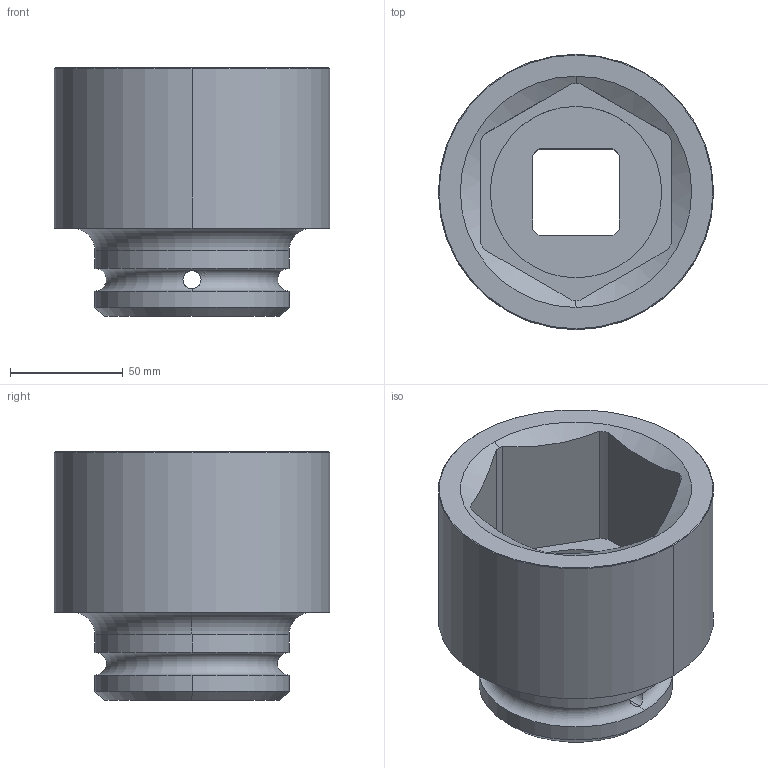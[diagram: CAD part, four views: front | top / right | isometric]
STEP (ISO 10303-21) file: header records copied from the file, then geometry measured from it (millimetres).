
FILE_DESCRIPTION((''),'2;1');
FILE_NAME('4027170085','2023-09-11T12:01:14',('a00565553'),(''),'CREO PARAMETRIC BY PTC INC, 2022414','CREO PARAMETRIC BY PTC INC, 2022414','');
FILE_SCHEMA(('CONFIG_CONTROL_DESIGN','GEOMETRIC_VALIDATION_PROPERTIES_MIM'));
Length unit declared in the file: millimetre
Products named in the file (1): 4027170085
Bounding box: 122 x 122 x 110 mm (x, y, z)
Volume: 569109.5 mm3; surface area: 82873.3 mm2
Topology: 1 solids, 1 shells, 55 faces, 138 edges, 86 vertices
Faces by surface type: cylinder 22, plane 19, cone 10, torus 4
Entity records: 1893 total; most frequent: CARTESIAN_POINT 430, DIRECTION 294, ORIENTED_EDGE 276, EDGE_CURVE 138, AXIS2_PLACEMENT_3D 119, VERTEX_POINT 86, CIRCLE 64, EDGE_LOOP 62
